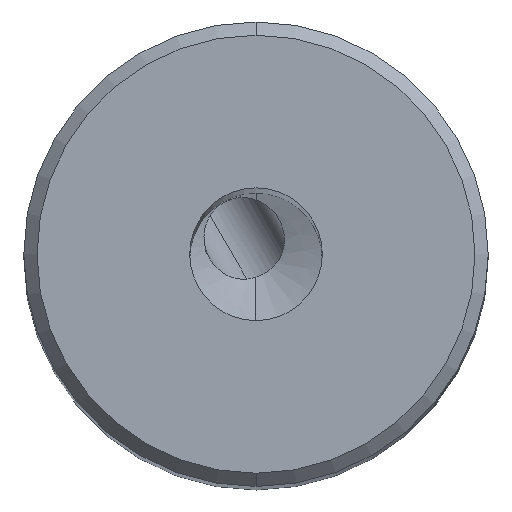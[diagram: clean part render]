
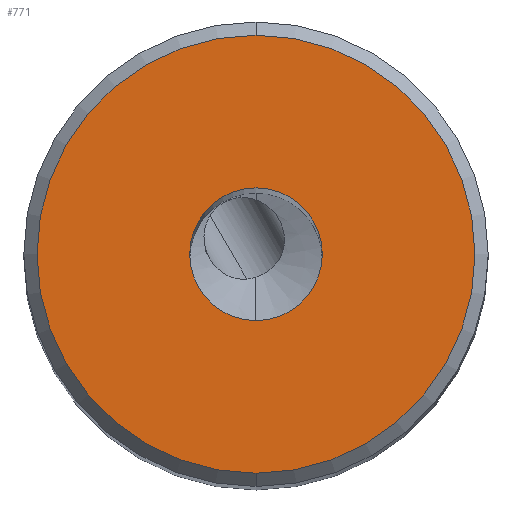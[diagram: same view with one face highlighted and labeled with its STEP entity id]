
A CAD part, top view. The second image highlights one B-rep face of the part: STEP entity #771.
In plain terms, the highlighted planar face has unit normal (0, 0, 1).
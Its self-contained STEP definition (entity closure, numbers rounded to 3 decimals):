
#533=EDGE_CURVE('NONE',#1237,#1283,#1420,.F.);
#771=ADVANCED_FACE('NONE',(#1681,#1682),#1683,.F.);
#801=VERTEX_POINT('NONE',#1717);
#1057=VERTEX_POINT('NONE',#1997);
#1059=EDGE_CURVE('NONE',#1283,#1237,#1999,.T.);
#1237=VERTEX_POINT('NONE',#2199);
#1283=VERTEX_POINT('NONE',#2248);
#1289=EDGE_CURVE('NONE',#1057,#801,#2256,.T.);
#1299=EDGE_CURVE('NONE',#801,#1057,#2266,.F.);
#1420=CIRCLE('',#2427,1.0);
#1681=FACE_OUTER_BOUND('',#2909,.T.);
#1682=FACE_BOUND('',#2910,.T.);
#1683=PLANE('',#2911);
#1717=CARTESIAN_POINT('',(0.0,3.3,39.499));
#1997=CARTESIAN_POINT('',(0.,-3.3,39.499));
#1999=CIRCLE('',#3408,1.0);
#2199=CARTESIAN_POINT('',(0.,-1.,39.499));
#2248=CARTESIAN_POINT('',(0.0,1.0,39.499));
#2256=CIRCLE('',#3859,3.3);
#2266=CIRCLE('',#3874,3.3);
#2427=AXIS2_PLACEMENT_3D('',#3995,#3996,#3997);
#2909=EDGE_LOOP('',(#4298,#4299));
#2910=EDGE_LOOP('',(#4300,#4301));
#2911=AXIS2_PLACEMENT_3D('',#4302,#4303,#4304);
#3408=AXIS2_PLACEMENT_3D('',#4671,#4672,#4673);
#3859=AXIS2_PLACEMENT_3D('',#5021,#5022,#5023);
#3874=AXIS2_PLACEMENT_3D('',#5031,#5032,#5033);
#3995=CARTESIAN_POINT('',(0.0,0.,39.499));
#3996=DIRECTION('',(0.0,0.,-1.0));
#3997=DIRECTION('',(0.0,1.0,0.));
#4298=ORIENTED_EDGE('',*,*,#1299,.T.);
#4299=ORIENTED_EDGE('',*,*,#1289,.T.);
#4300=ORIENTED_EDGE('',*,*,#1059,.F.);
#4301=ORIENTED_EDGE('',*,*,#533,.F.);
#4302=CARTESIAN_POINT('',(3.5,0.,39.499));
#4303=DIRECTION('',(0.0,0.,-1.0));
#4304=DIRECTION('',(0.0,1.0,0.));
#4671=CARTESIAN_POINT('',(0.0,0.,39.499));
#4672=DIRECTION('',(0.0,0.,1.0));
#4673=DIRECTION('',(0.0,1.0,0.));
#5021=CARTESIAN_POINT('',(0.0,0.,39.499));
#5022=DIRECTION('',(0.0,0.,1.0));
#5023=DIRECTION('',(0.0,1.0,0.));
#5031=CARTESIAN_POINT('',(0.0,0.,39.499));
#5032=DIRECTION('',(0.0,0.,-1.0));
#5033=DIRECTION('',(0.0,1.0,0.));
